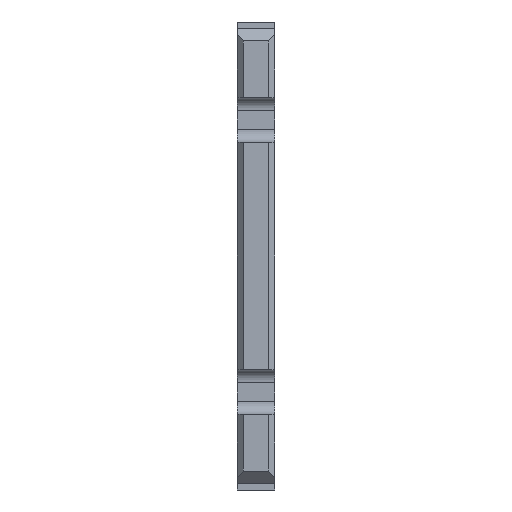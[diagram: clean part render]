
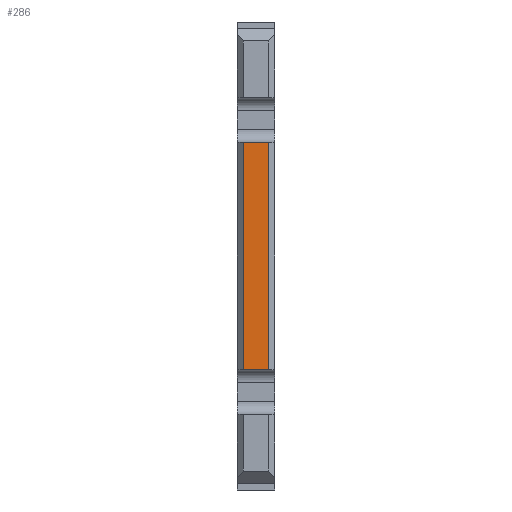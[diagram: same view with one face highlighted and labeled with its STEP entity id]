
A CAD part, left-side view. The second image highlights one B-rep face of the part: STEP entity #286.
In plain terms, the highlighted planar face has unit normal (-1, 0, 0).
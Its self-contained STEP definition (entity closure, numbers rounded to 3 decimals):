
#33 = LINE ( 'NONE', #954, #3117 ) ;
#286 = ADVANCED_FACE ( 'NONE', ( #4376 ), #2253, .F. ) ;
#317 = CARTESIAN_POINT ( 'NONE',  ( -91., 5., 18. ) ) ;
#337 = ORIENTED_EDGE ( 'NONE', *, *, #807, .T. ) ;
#428 = EDGE_CURVE ( 'NONE', #2046, #3566, #1881, .T. ) ;
#526 = DIRECTION ( 'NONE',  ( 0., -1., 0. ) ) ;
#752 = VECTOR ( 'NONE', #4689, 1000. ) ;
#807 = EDGE_CURVE ( 'NONE', #1375, #3712, #33, .T. ) ;
#839 = ORIENTED_EDGE ( 'NONE', *, *, #1373, .T. ) ;
#877 = LINE ( 'NONE', #908, #752 ) ;
#908 = CARTESIAN_POINT ( 'NONE',  ( -91., 1., -18. ) ) ;
#954 = CARTESIAN_POINT ( 'NONE',  ( -91., 6., -18. ) ) ;
#1103 = ORIENTED_EDGE ( 'NONE', *, *, #2537, .T. ) ;
#1373 = EDGE_CURVE ( 'NONE', #2046, #1375, #3701, .T. ) ;
#1375 = VERTEX_POINT ( 'NONE', #2328 ) ;
#1686 = EDGE_LOOP ( 'NONE', ( #3225, #839, #337, #1103 ) ) ;
#1742 = VECTOR ( 'NONE', #2638, 1000. ) ;
#1853 = CARTESIAN_POINT ( 'NONE',  ( -91., 6., -18. ) ) ;
#1881 = LINE ( 'NONE', #2214, #1742 ) ;
#2046 = VERTEX_POINT ( 'NONE', #317 ) ;
#2214 = CARTESIAN_POINT ( 'NONE',  ( -91., 6., 18. ) ) ;
#2253 = PLANE ( 'NONE',  #4129 ) ;
#2278 = DIRECTION ( 'NONE',  ( 1., 0., 0. ) ) ;
#2303 = DIRECTION ( 'NONE',  ( 0., 0., -1. ) ) ;
#2328 = CARTESIAN_POINT ( 'NONE',  ( -91., 5., -18. ) ) ;
#2537 = EDGE_CURVE ( 'NONE', #3712, #3566, #877, .T. ) ;
#2638 = DIRECTION ( 'NONE',  ( 0., -1., 0. ) ) ;
#2905 = CARTESIAN_POINT ( 'NONE',  ( -91., 1., -18. ) ) ;
#3117 = VECTOR ( 'NONE', #526, 1000. ) ;
#3225 = ORIENTED_EDGE ( 'NONE', *, *, #428, .F. ) ;
#3566 = VERTEX_POINT ( 'NONE', #4937 ) ;
#3701 = LINE ( 'NONE', #4433, #4838 ) ;
#3712 = VERTEX_POINT ( 'NONE', #2905 ) ;
#4129 = AXIS2_PLACEMENT_3D ( 'NONE', #1853, #2278, #5233 ) ;
#4376 = FACE_OUTER_BOUND ( 'NONE', #1686, .T. ) ;
#4433 = CARTESIAN_POINT ( 'NONE',  ( -91., 5., -18. ) ) ;
#4689 = DIRECTION ( 'NONE',  ( 0., 0., 1. ) ) ;
#4838 = VECTOR ( 'NONE', #2303, 1000. ) ;
#4937 = CARTESIAN_POINT ( 'NONE',  ( -91., 1., 18. ) ) ;
#5233 = DIRECTION ( 'NONE',  ( 0., 0., -1. ) ) ;
